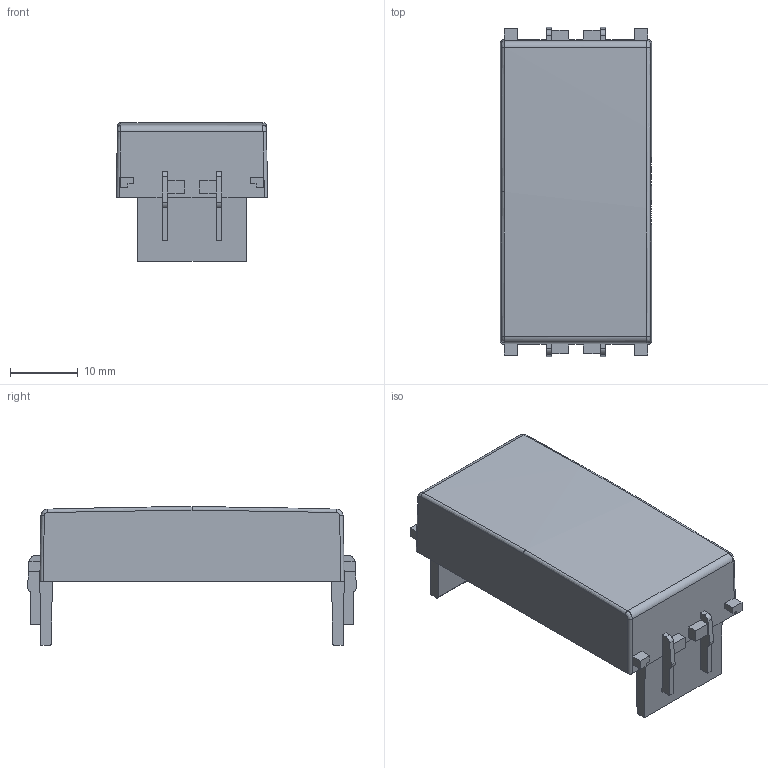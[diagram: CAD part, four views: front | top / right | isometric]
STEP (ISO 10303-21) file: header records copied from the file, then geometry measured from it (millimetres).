
FILE_DESCRIPTION (( 'STEP AP203' ), '1' );
FILE_NAME ('PLANA.STEP', '2024-02-13T18:37:10', ( '' ), ( '' ), 'SwSTEP 2.0', 'SolidWorks 2020', '' );
FILE_SCHEMA (( 'CONFIG_CONTROL_DESIGN' ));
Length unit declared in the file: millimetre
Products named in the file (1): PLANA
Bounding box: 22.3 x 48.45 x 20.4 mm (x, y, z)
Volume: 4080.4 mm3; surface area: 5318.9 mm2
Topology: 1 solids, 1 shells, 149 faces, 397 edges, 254 vertices
Faces by surface type: plane 104, cylinder 28, bspline 15, cone 2
Entity records: 4853 total; most frequent: CARTESIAN_POINT 1195, ORIENTED_EDGE 794, DIRECTION 668, EDGE_CURVE 397, VECTOR 314, LINE 314, VERTEX_POINT 254, AXIS2_PLACEMENT_3D 177
